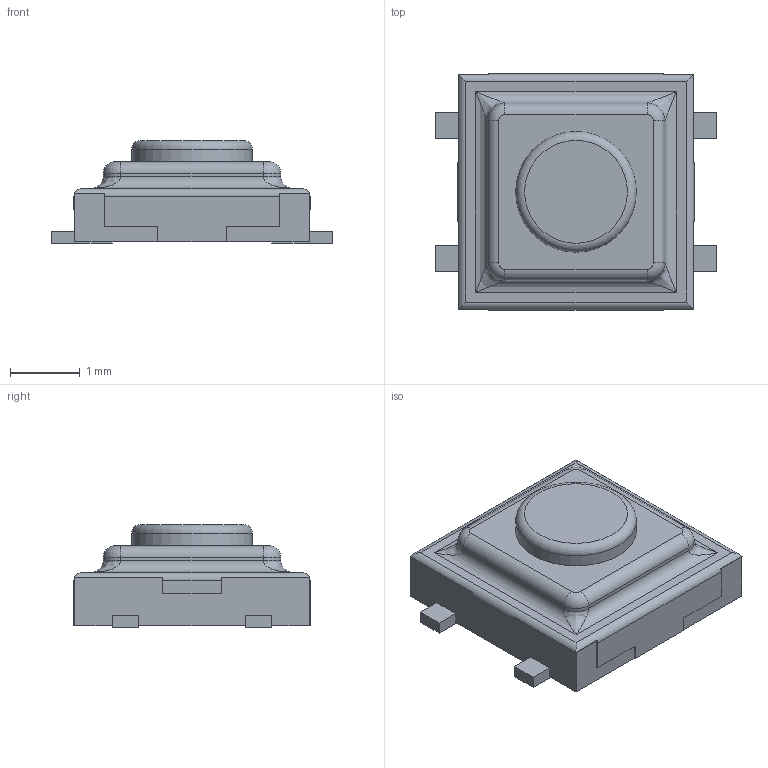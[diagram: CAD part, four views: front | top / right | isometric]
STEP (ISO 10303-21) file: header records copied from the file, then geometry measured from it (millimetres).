
FILE_DESCRIPTION(/* description */ ('Unknown'),/* implementation_level */ '2;1');
FILE_NAME(/* name */ '3x3x1.5mm',/* time_stamp */ '2018-10-30T14:44:03-04:00',/* author */ ('Unknown'),/* organization */ ('Unknown'),/* preprocessor_version */ 'ST-DEVELOPER v16.7',/* originating_system */ 'DEX',/* authorisation */ $);
FILE_SCHEMA (('AUTOMOTIVE_DESIGN {1 0 10303 214 3 1 1}'));
Length unit declared in the file: millimetre
Products named in the file (1): 3x3x1.5mm
Bounding box: 4.01 x 3.38 x 1.47 mm (x, y, z)
Volume: 11.7 mm3; surface area: 46.8 mm2
Topology: 1 solids, 21 shells, 262 faces, 637 edges, 415 vertices
Faces by surface type: plane 197, bspline 43, cylinder 17, torus 5
Full cylindrical faces by diameter (mm): 1.727 x1
Entity records: 10676 total; most frequent: CARTESIAN_POINT 3338, ORIENTED_EDGE 1254, DIRECTION 846, EDGE_CURVE 627, VERTEX_POINT 415, LINE 320, VECTOR 320, EDGE_LOOP 282
